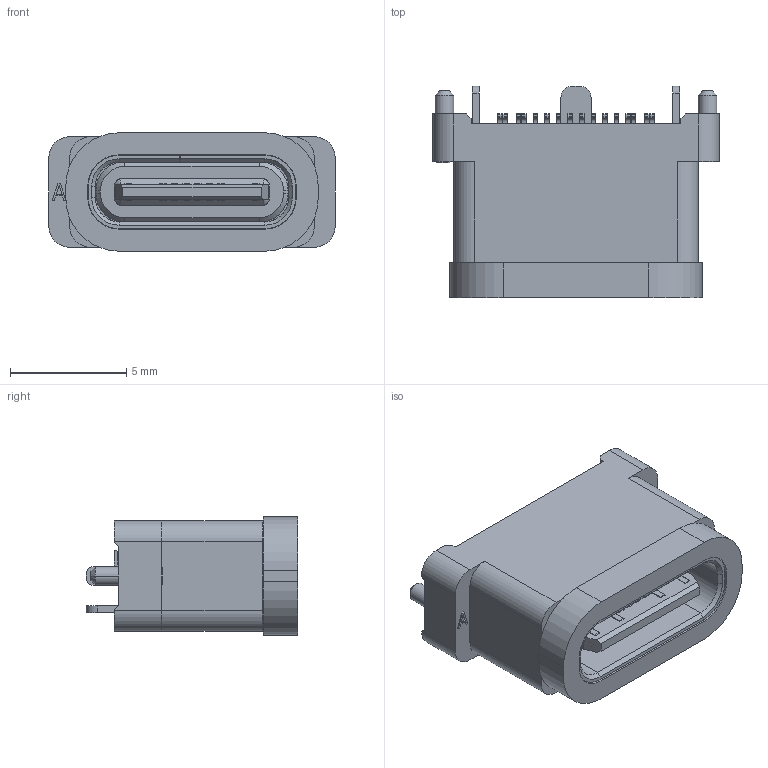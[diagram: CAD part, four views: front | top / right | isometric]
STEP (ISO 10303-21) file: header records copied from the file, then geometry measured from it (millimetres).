
FILE_DESCRIPTION((''),'2;1');
FILE_NAME('MANIFOLD_SOLID_BREP_15844_8_12_','2023-11-14T',('Administrator'),(''),'PRO/ENGINEER BY PARAMETRIC TECHNOLOGY CORPORATION, 2007090','PRO/ENGINEER BY PARAMETRIC TECHNOLOGY CORPORATION, 2007090','');
FILE_SCHEMA(('CONFIG_CONTROL_DESIGN'));
Length unit declared in the file: millimetre
Products named in the file (1): MANIFOLD_SOLID_BREP_15844_8_12_
Bounding box: 12.34 x 9.12 x 5.1 mm (x, y, z)
Volume: 314.7 mm3; surface area: 906.1 mm2
Topology: 2 solids, 2 shells, 634 faces, 1803 edges, 1190 vertices
Faces by surface type: plane 463, cylinder 143, cone 28
Entity records: 20686 total; most frequent: CARTESIAN_POINT 3912, ORIENTED_EDGE 3606, DIRECTION 3341, EDGE_CURVE 1803, VECTOR 1429, LINE 1429, VERTEX_POINT 1190, AXIS2_PLACEMENT_3D 956
